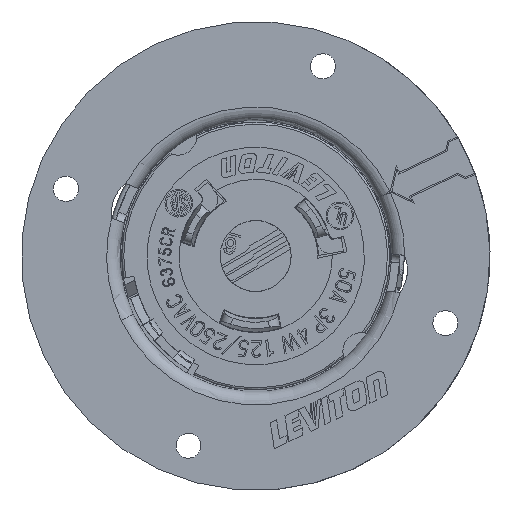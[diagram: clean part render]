
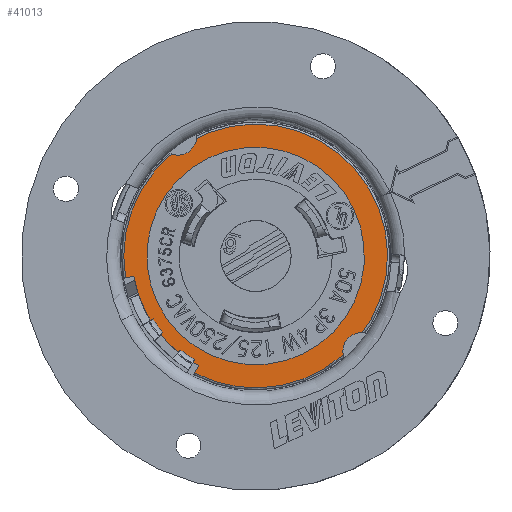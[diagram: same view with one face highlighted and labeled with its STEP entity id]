
A CAD part, left-side view. The second image highlights one B-rep face of the part: STEP entity #41013.
In plain terms, the highlighted planar face has unit normal (-1, 0, 0).
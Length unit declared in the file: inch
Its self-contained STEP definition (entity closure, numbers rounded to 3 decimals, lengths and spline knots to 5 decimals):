
#1245 = ORIENTED_EDGE ( 'NONE', *, *, #1428, .T. ) ;
#1428 = EDGE_CURVE ( 'NONE', #41203, #24729, #55106, .T. ) ;
#1592 = AXIS2_PLACEMENT_3D ( 'NONE', #42303, #14379, #8830 ) ;
#2831 = PLANE ( 'NONE',  #12143 ) ;
#2920 = EDGE_LOOP ( 'NONE', ( #1245, #6759 ) ) ;
#4052 = EDGE_CURVE ( 'NONE', #46609, #54398, #4682, .T. ) ;
#4127 = AXIS2_PLACEMENT_3D ( 'NONE', #7491, #48952, #16739 ) ;
#4554 = CIRCLE ( 'NONE', #1592, 0.922 ) ;
#4682 = CIRCLE ( 'NONE', #38987, 0.985 ) ;
#5545 = CIRCLE ( 'NONE', #40814, 0.985 ) ;
#5890 = CARTESIAN_POINT ( 'NONE',  ( 0., 0., -0.00326 ) ) ;
#6191 = CIRCLE ( 'NONE', #21917, 0.812 ) ;
#6759 = ORIENTED_EDGE ( 'NONE', *, *, #59460, .T. ) ;
#7491 = CARTESIAN_POINT ( 'NONE',  ( 0., 0., -0.00326 ) ) ;
#8307 = DIRECTION ( 'NONE',  ( 0., -0.358, -0.934 ) ) ;
#8327 = DIRECTION ( 'NONE',  ( -1., 0., 0. ) ) ;
#8830 = DIRECTION ( 'NONE',  ( 0., 0.566, -0.824 ) ) ;
#8949 = CARTESIAN_POINT ( 'NONE',  ( 0., 0.70917, -0.39046 ) ) ;
#9238 = CARTESIAN_POINT ( 'NONE',  ( 0., 0., -0.00326 ) ) ;
#9342 = CARTESIAN_POINT ( 'NONE',  ( 0., -0.45992, 0.66593 ) ) ;
#9382 = ORIENTED_EDGE ( 'NONE', *, *, #4052, .T. ) ;
#9709 = CARTESIAN_POINT ( 'NONE',  ( 0., 0.42526, -0.82133 ) ) ;
#9752 = CARTESIAN_POINT ( 'NONE',  ( 0., 0., -0.00326 ) ) ;
#10707 = VERTEX_POINT ( 'NONE', #9709 ) ;
#11271 = EDGE_CURVE ( 'NONE', #22090, #52115, #46998, .T. ) ;
#12143 = AXIS2_PLACEMENT_3D ( 'NONE', #8949, #8327, #59565 ) ;
#12282 = CARTESIAN_POINT ( 'NONE',  ( 0., -0.35299, -0.92283 ) ) ;
#12566 = CIRCLE ( 'NONE', #20435, 0.985 ) ;
#14379 = DIRECTION ( 'NONE',  ( -1., 0., 0. ) ) ;
#14589 = CARTESIAN_POINT ( 'NONE',  ( 0., 0.97149, -0.16583 ) ) ;
#14929 = VERTEX_POINT ( 'NONE', #60010 ) ;
#16681 = FACE_BOUND ( 'NONE', #2920, .T. ) ;
#16739 = DIRECTION ( 'NONE',  ( 0., -0.566, 0.824 ) ) ;
#17818 = DIRECTION ( 'NONE',  ( 0., -0.566, 0.824 ) ) ;
#18472 = DIRECTION ( 'NONE',  ( -1., 0., 0. ) ) ;
#19073 = CARTESIAN_POINT ( 'NONE',  ( 0., 0.52223, -0.7631 ) ) ;
#20435 = AXIS2_PLACEMENT_3D ( 'NONE', #46386, #18472, #8307 ) ;
#20589 = ORIENTED_EDGE ( 'NONE', *, *, #11271, .F. ) ;
#21023 = CARTESIAN_POINT ( 'NONE',  ( 0., 0.45435, -0.87721 ) ) ;
#21917 = AXIS2_PLACEMENT_3D ( 'NONE', #30699, #59191, #17818 ) ;
#22090 = VERTEX_POINT ( 'NONE', #54385 ) ;
#22802 = AXIS2_PLACEMENT_3D ( 'NONE', #9752, #38280, #23306 ) ;
#23306 = DIRECTION ( 'NONE',  ( 0., 0.566, -0.824 ) ) ;
#24630 = DIRECTION ( 'NONE',  ( 0., -0.358, -0.934 ) ) ;
#24729 = VERTEX_POINT ( 'NONE', #9342 ) ;
#25747 = VECTOR ( 'NONE', #51853, 39.37008 ) ;
#27015 = EDGE_CURVE ( 'NONE', #46609, #10707, #57946, .T. ) ;
#28113 = EDGE_CURVE ( 'NONE', #22090, #56923, #41361, .T. ) ;
#28279 = CARTESIAN_POINT ( 'NONE',  ( 0., 0., -0.00326 ) ) ;
#29714 = CARTESIAN_POINT ( 'NONE',  ( 0., -0.00025, -0.00392 ) ) ;
#30699 = CARTESIAN_POINT ( 'NONE',  ( 0., 0., -0.00326 ) ) ;
#30961 = ORIENTED_EDGE ( 'NONE', *, *, #54536, .T. ) ;
#31812 = EDGE_CURVE ( 'NONE', #14929, #52115, #5545, .T. ) ;
#35382 = FACE_OUTER_BOUND ( 'NONE', #39008, .T. ) ;
#35906 = ORIENTED_EDGE ( 'NONE', *, *, #28113, .T. ) ;
#38280 = DIRECTION ( 'NONE',  ( -1., 0., 0. ) ) ;
#38987 = AXIS2_PLACEMENT_3D ( 'NONE', #5890, #51911, #51315 ) ;
#39008 = EDGE_LOOP ( 'NONE', ( #58737, #20589, #35906, #30961, #60070, #9382, #56000 ) ) ;
#40814 = AXIS2_PLACEMENT_3D ( 'NONE', #28279, #56504, #24630 ) ;
#41013 = ADVANCED_FACE ( 'NONE', ( #16681, #35382 ), #2831, .T. ) ;
#41203 = VERTEX_POINT ( 'NONE', #45128 ) ;
#41361 = CIRCLE ( 'NONE', #22802, 0.922 ) ;
#42303 = CARTESIAN_POINT ( 'NONE',  ( 0., 0., -0.00326 ) ) ;
#43346 = VECTOR ( 'NONE', #52734, 39.37008 ) ;
#45128 = CARTESIAN_POINT ( 'NONE',  ( 0., 0.45992, -0.67245 ) ) ;
#46386 = CARTESIAN_POINT ( 'NONE',  ( 0., 0., -0.00326 ) ) ;
#46609 = VERTEX_POINT ( 'NONE', #21023 ) ;
#46998 = LINE ( 'NONE', #9238, #25747 ) ;
#48952 = DIRECTION ( 'NONE',  ( 1., 0., 0. ) ) ;
#51315 = DIRECTION ( 'NONE',  ( 0., -0.358, -0.934 ) ) ;
#51853 = DIRECTION ( 'NONE',  ( 0., 0.986, -0.165 ) ) ;
#51911 = DIRECTION ( 'NONE',  ( -1., 0., 0. ) ) ;
#52115 = VERTEX_POINT ( 'NONE', #14589 ) ;
#52734 = DIRECTION ( 'NONE',  ( 0., -0.462, 0.887 ) ) ;
#54385 = CARTESIAN_POINT ( 'NONE',  ( 0., 0.90936, -0.15543 ) ) ;
#54398 = VERTEX_POINT ( 'NONE', #12282 ) ;
#54536 = EDGE_CURVE ( 'NONE', #56923, #10707, #4554, .T. ) ;
#55103 = EDGE_CURVE ( 'NONE', #54398, #14929, #12566, .T. ) ;
#55106 = CIRCLE ( 'NONE', #4127, 0.812 ) ;
#56000 = ORIENTED_EDGE ( 'NONE', *, *, #55103, .T. ) ;
#56504 = DIRECTION ( 'NONE',  ( -1., 0., 0. ) ) ;
#56923 = VERTEX_POINT ( 'NONE', #19073 ) ;
#57946 = LINE ( 'NONE', #29714, #43346 ) ;
#58737 = ORIENTED_EDGE ( 'NONE', *, *, #31812, .T. ) ;
#59191 = DIRECTION ( 'NONE',  ( 1., 0., 0. ) ) ;
#59460 = EDGE_CURVE ( 'NONE', #24729, #41203, #6191, .T. ) ;
#59565 = DIRECTION ( 'NONE',  ( 0., -0.358, -0.934 ) ) ;
#60010 = CARTESIAN_POINT ( 'NONE',  ( 0., 0.35299, 0.91632 ) ) ;
#60070 = ORIENTED_EDGE ( 'NONE', *, *, #27015, .F. ) ;
